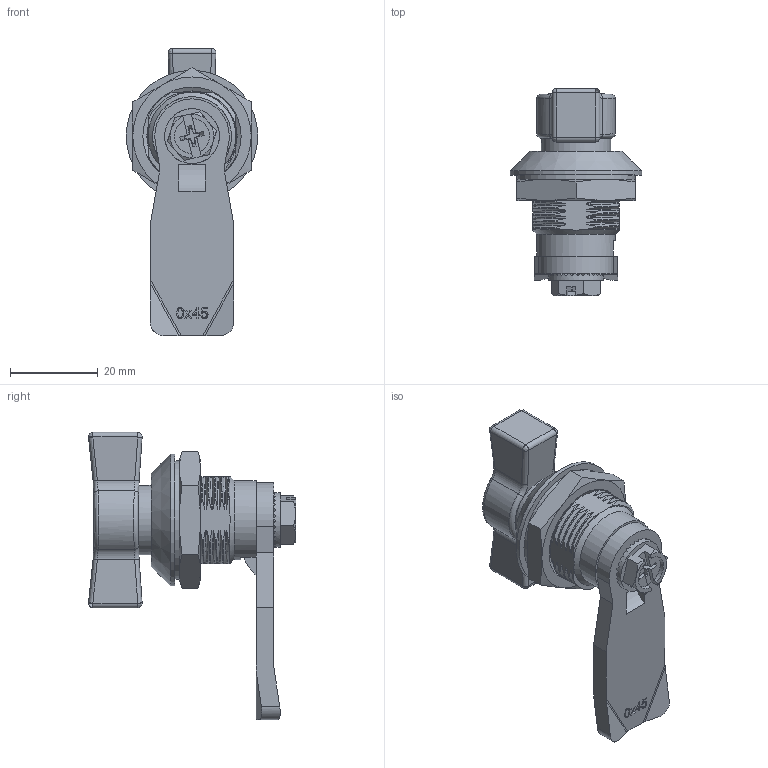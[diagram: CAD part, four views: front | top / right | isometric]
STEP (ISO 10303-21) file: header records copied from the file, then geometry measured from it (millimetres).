
FILE_DESCRIPTION(('STEP AP203'),'1');
FILE_NAME('062.M.F.30.step','2021-01-07T13:04:41',(' '),(' '),'Spatial InterOp 3D',' ',' ');
FILE_SCHEMA(('CONFIG_CONTROL_DESIGN'));
Length unit declared in the file: millimetre
Products named in the file (8): 1; 2; 3; 4; 5; 6; 7; 8
Bounding box: 30 x 47.24 x 65.5 mm (x, y, z)
Volume: 18877.8 mm3; surface area: 13459.1 mm2
Topology: 8 solids, 8 shells, 558 faces, 1548 edges, 1010 vertices
Faces by surface type: plane 254, bspline 169, cylinder 95, cone 24, extrusion 15, torus 1
Full cylindrical faces by diameter (mm): 5.1 x1, 9.8 x1, 10 x1, 12 x1, 12.4 x1, 12.5 x1, 15.8 x2, 16 x1, 18 x1, 20.6 x1, 27 x1, 30 x1
Entity records: 25006 total; most frequent: CARTESIAN_POINT 13010, ORIENTED_EDGE 3016, DIRECTION 1665, EDGE_CURVE 1508, VERTEX_POINT 1004, EDGE_LOOP 604, AXIS2_PLACEMENT_3D 585, FACE_OUTER_BOUND 571
